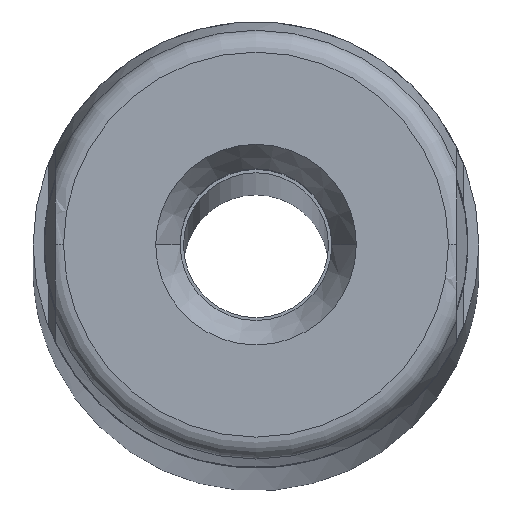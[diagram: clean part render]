
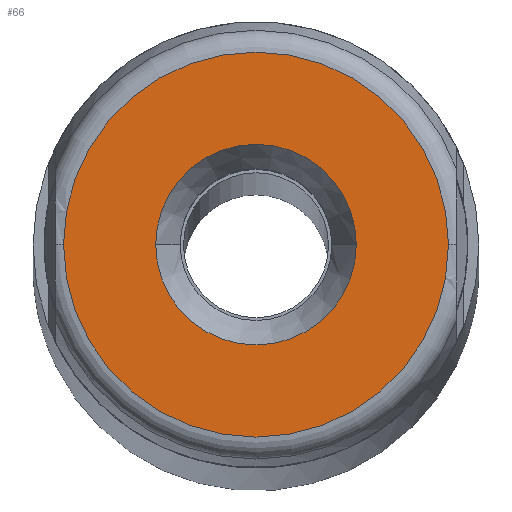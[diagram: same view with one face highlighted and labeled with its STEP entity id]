
A CAD part, top view. The second image highlights one B-rep face of the part: STEP entity #66.
In plain terms, the highlighted planar face has unit normal (0, 0, 1).
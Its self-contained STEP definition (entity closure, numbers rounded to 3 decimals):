
#26 = EDGE_CURVE ( 'NONE', #155, #160, #489, .T. ) ;
#29 = ORIENTED_EDGE ( 'NONE', *, *, #48, .F. ) ;
#46 = EDGE_LOOP ( 'NONE', ( #29, #68 ) ) ;
#48 = EDGE_CURVE ( 'NONE', #340, #163, #629, .T. ) ;
#58 = EDGE_LOOP ( 'NONE', ( #67, #59 ) ) ;
#59 = ORIENTED_EDGE ( 'NONE', *, *, #26, .T. ) ;
#66 = ADVANCED_FACE ( 'NONE', ( #697, #775 ), #726, .F. ) ;
#67 = ORIENTED_EDGE ( 'NONE', *, *, #156, .T. ) ;
#68 = ORIENTED_EDGE ( 'NONE', *, *, #142, .F. ) ;
#142 = EDGE_CURVE ( 'NONE', #163, #340, #918, .T. ) ;
#155 = VERTEX_POINT ( 'NONE', #982 ) ;
#156 = EDGE_CURVE ( 'NONE', #160, #155, #902, .T. ) ;
#160 = VERTEX_POINT ( 'NONE', #981 ) ;
#163 = VERTEX_POINT ( 'NONE', #980 ) ;
#340 = VERTEX_POINT ( 'NONE', #1222 ) ;
#489 = CIRCLE ( 'NONE', #608, 8.632 ) ;
#603 = DIRECTION ( 'NONE',  ( 1., 0., 0. ) ) ;
#604 = DIRECTION ( 'NONE',  ( 0., 0., 1. ) ) ;
#605 = CARTESIAN_POINT ( 'NONE',  ( 0., 0., 0. ) ) ;
#608 = AXIS2_PLACEMENT_3D ( 'NONE', #605, #604, #603 ) ;
#629 = CIRCLE ( 'NONE', #727, 4.5 ) ;
#643 = DIRECTION ( 'NONE',  ( 1., 0., 0. ) ) ;
#644 = DIRECTION ( 'NONE',  ( 0., 0., 1. ) ) ;
#651 = CARTESIAN_POINT ( 'NONE',  ( 0., 0., 0. ) ) ;
#684 = DIRECTION ( 'NONE',  ( -1., 0., 0. ) ) ;
#685 = DIRECTION ( 'NONE',  ( 0., 0., -1. ) ) ;
#686 = CARTESIAN_POINT ( 'NONE',  ( 0., 0., 0. ) ) ;
#697 = FACE_BOUND ( 'NONE', #46, .T. ) ;
#726 = PLANE ( 'NONE',  #774 ) ;
#727 = AXIS2_PLACEMENT_3D ( 'NONE', #651, #644, #643 ) ;
#774 = AXIS2_PLACEMENT_3D ( 'NONE', #686, #685, #684 ) ;
#775 = FACE_OUTER_BOUND ( 'NONE', #58, .T. ) ;
#902 = CIRCLE ( 'NONE', #977, 8.632 ) ;
#906 = CARTESIAN_POINT ( 'NONE',  ( 0., 0., 0. ) ) ;
#910 = DIRECTION ( 'NONE',  ( 1., 0., 0. ) ) ;
#911 = DIRECTION ( 'NONE',  ( 0., 0., 1. ) ) ;
#912 = AXIS2_PLACEMENT_3D ( 'NONE', #917, #911, #910 ) ;
#917 = CARTESIAN_POINT ( 'NONE',  ( 0., 0., 0. ) ) ;
#918 = CIRCLE ( 'NONE', #912, 4.5 ) ;
#975 = DIRECTION ( 'NONE',  ( 1., 0., 0. ) ) ;
#976 = DIRECTION ( 'NONE',  ( 0., 0., 1. ) ) ;
#977 = AXIS2_PLACEMENT_3D ( 'NONE', #906, #976, #975 ) ;
#980 = CARTESIAN_POINT ( 'NONE',  ( -4.5, 0., 0. ) ) ;
#981 = CARTESIAN_POINT ( 'NONE',  ( 8.632, 0., 0. ) ) ;
#982 = CARTESIAN_POINT ( 'NONE',  ( -8.632, 0., 0. ) ) ;
#1222 = CARTESIAN_POINT ( 'NONE',  ( 4.5, 0., 0. ) ) ;
